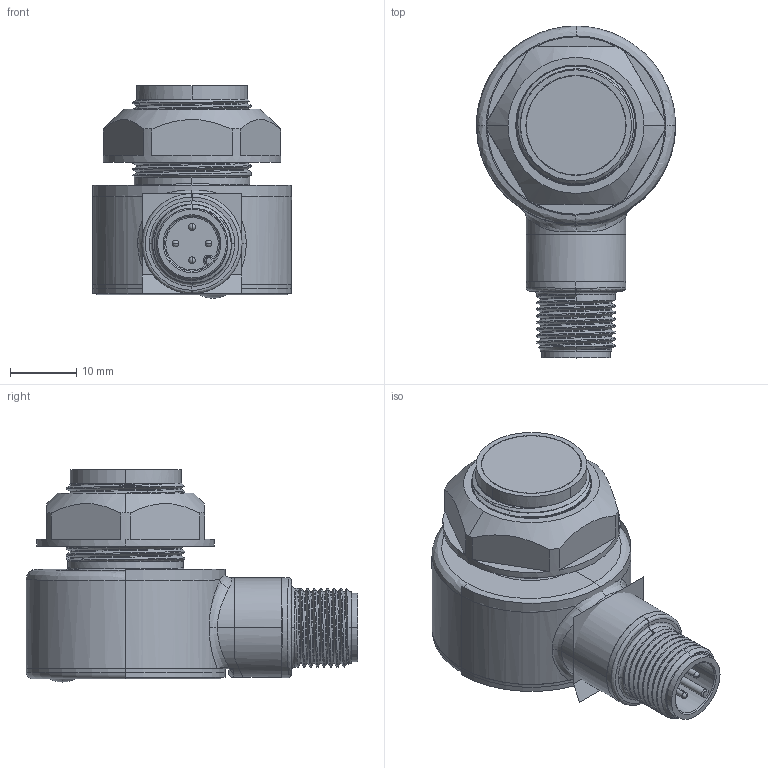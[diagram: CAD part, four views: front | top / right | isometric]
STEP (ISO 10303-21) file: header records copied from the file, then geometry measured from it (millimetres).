
FILE_DESCRIPTION((''),'2;1');
FILE_NAME('199027_ASM','2017-12-07T',('pdmadmin'),('BANNER ENGINEERING'),'CREO PARAMETRIC BY PTC INC, 2016260','CREO PARAMETRIC BY PTC INC, 2016260','');
FILE_SCHEMA(('CONFIG_CONTROL_DESIGN'));
Length unit declared in the file: millimetre
Products named in the file (8): 195862_WEB_CAD; 164109; 195873_WEB_CAD; 195872; 195873_WEB_CAD_ASM; 195865_WEB_CAD; 197505; 199027_ASM
Assembly tree (10 placements, depth 3):
  199027_ASM
    195862_WEB_CAD
    164109
    195873_WEB_CAD_ASM
      195873_WEB_CAD
      195872  x4
    195865_WEB_CAD
    197505
Bounding box: 30 x 50 x 32 mm (x, y, z)
Volume: 18753.6 mm3; surface area: 13239.2 mm2
Topology: 9 solids, 14 shells, 375 faces, 896 edges, 540 vertices
Faces by surface type: cylinder 158, bspline 75, plane 65, cone 62, sphere 10, torus 5
Entity records: 26088 total; most frequent: CARTESIAN_POINT 19074, ORIENTED_EDGE 1506, DIRECTION 1270, EDGE_CURVE 764, AXIS2_PLACEMENT_3D 514, VERTEX_POINT 474, EDGE_LOOP 342, FACE_OUTER_BOUND 318
